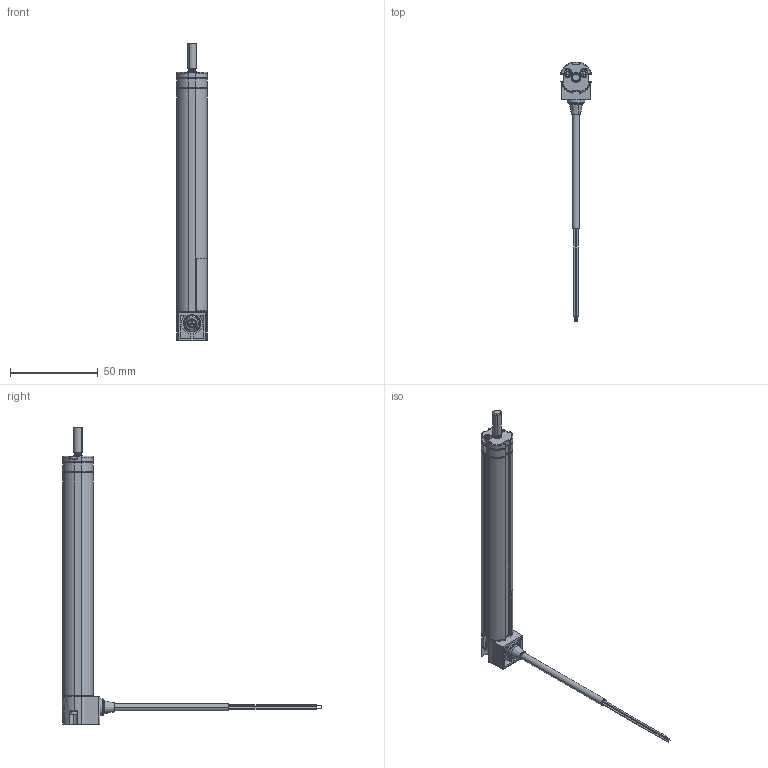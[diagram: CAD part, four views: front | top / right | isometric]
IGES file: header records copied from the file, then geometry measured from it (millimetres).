
Start section: SolidWorks IGES file using analytic representation for surfaces
Global section: file name: TEX-0100-411-002-202_retracted.IGS; native system: SolidWorks 2013; preprocessor: SolidWorks 2013; author: widmaier; date: 140711.104915; units: millimetre
Bounding box: 17.55 x 148.03 x 170 mm (x, y, z)
Surface area: 16524.1 mm2 (no closed solid volume)
Topology: 0 solids, 0 shells, 381 faces, 4339 edges, 4331 vertices
Faces by surface type: bspline 216, revolution 165
